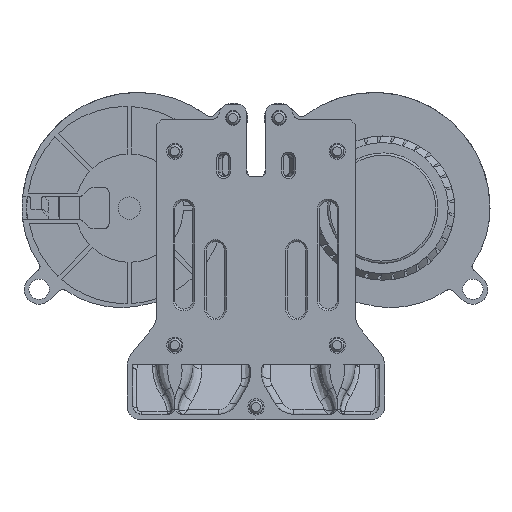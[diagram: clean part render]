
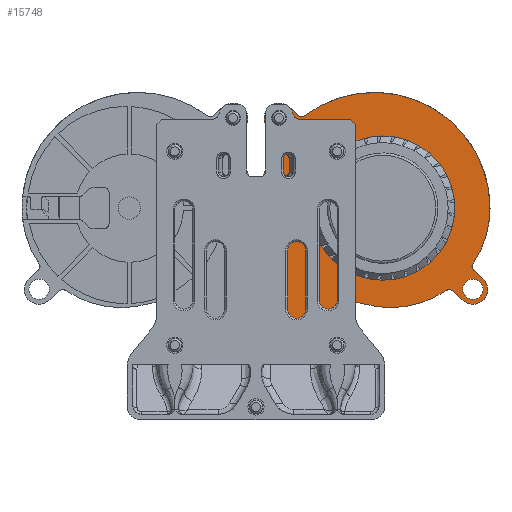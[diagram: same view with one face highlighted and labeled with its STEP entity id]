
A CAD part, front view. The second image highlights one B-rep face of the part: STEP entity #15748.
In plain terms, the highlighted face is planar.
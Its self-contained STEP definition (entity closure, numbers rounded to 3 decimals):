
#366=FACE_BOUND('',#3523,.T.);
#367=FACE_BOUND('',#3524,.T.);
#368=FACE_BOUND('',#3525,.T.);
#1312=CIRCLE('',#17269,2.25);
#1314=CIRCLE('',#17272,2.25);
#1316=CIRCLE('',#17275,22.068);
#1318=CIRCLE('',#17278,3.3);
#1320=CIRCLE('',#17281,1.);
#1322=CIRCLE('',#17284,16.);
#1329=CIRCLE('',#17297,3.3);
#1331=CIRCLE('',#17301,25.65);
#1333=CIRCLE('',#17304,22.068);
#1335=CIRCLE('',#17307,1.);
#1337=CIRCLE('',#17312,1.);
#1339=CIRCLE('',#17315,2.);
#1341=CIRCLE('',#17321,25.65);
#1343=CIRCLE('',#17324,1.);
#1815=PLANE('',#17329);
#2551=FACE_OUTER_BOUND('',#3522,.T.);
#3522=EDGE_LOOP('',(#13367,#13368,#13369,#13370,#13371,#13372,#13373,#13374,
#13375,#13376,#13377,#13378,#13379,#13380,#13381,#13382,#13383,#13384));
#3523=EDGE_LOOP('',(#13385));
#3524=EDGE_LOOP('',(#13386));
#3525=EDGE_LOOP('',(#13387));
#4990=LINE('',#30059,#5915);
#4995=LINE('',#30080,#5920);
#4997=LINE('',#30084,#5922);
#5001=LINE('',#30099,#5926);
#5010=LINE('',#30115,#5935);
#5013=LINE('',#30121,#5938);
#5018=LINE('',#30138,#5943);
#5915=VECTOR('',#20781,1000.);
#5920=VECTOR('',#20806,1000.);
#5922=VECTOR('',#20810,1000.);
#5926=VECTOR('',#20828,1000.);
#5935=VECTOR('',#20839,1000.);
#5938=VECTOR('',#20844,1000.);
#5943=VECTOR('',#20863,1000.);
#7176=VERTEX_POINT('',#29974);
#7178=VERTEX_POINT('',#29980);
#7181=VERTEX_POINT('',#29987);
#7182=VERTEX_POINT('',#29989);
#7185=VERTEX_POINT('',#29996);
#7186=VERTEX_POINT('',#29998);
#7189=VERTEX_POINT('',#30005);
#7190=VERTEX_POINT('',#30007);
#7192=VERTEX_POINT('',#30013);
#7205=VERTEX_POINT('',#30050);
#7206=VERTEX_POINT('',#30051);
#7209=VERTEX_POINT('',#30062);
#7211=VERTEX_POINT('',#30068);
#7213=VERTEX_POINT('',#30074);
#7215=VERTEX_POINT('',#30083);
#7217=VERTEX_POINT('',#30092);
#7219=VERTEX_POINT('',#30098);
#7225=VERTEX_POINT('',#30114);
#7227=VERTEX_POINT('',#30120);
#7229=VERTEX_POINT('',#30126);
#7231=VERTEX_POINT('',#30132);
#9279=EDGE_CURVE('',#7176,#7176,#1312,.T.);
#9282=EDGE_CURVE('',#7178,#7178,#1314,.T.);
#9285=EDGE_CURVE('',#7182,#7181,#1316,.T.);
#9289=EDGE_CURVE('',#7186,#7185,#1318,.T.);
#9293=EDGE_CURVE('',#7190,#7189,#1320,.T.);
#9297=EDGE_CURVE('',#7192,#7192,#1322,.T.);
#9314=EDGE_CURVE('',#7205,#7206,#1329,.T.);
#9318=EDGE_CURVE('',#7189,#7205,#4990,.T.);
#9320=EDGE_CURVE('',#7209,#7190,#1331,.T.);
#9323=EDGE_CURVE('',#7211,#7209,#1333,.T.);
#9326=EDGE_CURVE('',#7213,#7211,#1335,.T.);
#9329=EDGE_CURVE('',#7185,#7213,#4995,.T.);
#9331=EDGE_CURVE('',#7215,#7186,#4997,.T.);
#9334=EDGE_CURVE('',#7181,#7215,#1337,.T.);
#9336=EDGE_CURVE('',#7217,#7182,#1339,.T.);
#9339=EDGE_CURVE('',#7219,#7217,#5001,.T.);
#9348=EDGE_CURVE('',#7225,#7219,#5010,.T.);
#9351=EDGE_CURVE('',#7227,#7225,#5013,.T.);
#9354=EDGE_CURVE('',#7229,#7227,#1341,.T.);
#9357=EDGE_CURVE('',#7231,#7229,#1343,.T.);
#9360=EDGE_CURVE('',#7206,#7231,#5018,.T.);
#13367=ORIENTED_EDGE('',*,*,#9314,.T.);
#13368=ORIENTED_EDGE('',*,*,#9360,.T.);
#13369=ORIENTED_EDGE('',*,*,#9357,.T.);
#13370=ORIENTED_EDGE('',*,*,#9354,.T.);
#13371=ORIENTED_EDGE('',*,*,#9351,.T.);
#13372=ORIENTED_EDGE('',*,*,#9348,.T.);
#13373=ORIENTED_EDGE('',*,*,#9339,.T.);
#13374=ORIENTED_EDGE('',*,*,#9336,.T.);
#13375=ORIENTED_EDGE('',*,*,#9285,.T.);
#13376=ORIENTED_EDGE('',*,*,#9334,.T.);
#13377=ORIENTED_EDGE('',*,*,#9331,.T.);
#13378=ORIENTED_EDGE('',*,*,#9289,.T.);
#13379=ORIENTED_EDGE('',*,*,#9329,.T.);
#13380=ORIENTED_EDGE('',*,*,#9326,.T.);
#13381=ORIENTED_EDGE('',*,*,#9323,.T.);
#13382=ORIENTED_EDGE('',*,*,#9320,.T.);
#13383=ORIENTED_EDGE('',*,*,#9293,.T.);
#13384=ORIENTED_EDGE('',*,*,#9318,.T.);
#13385=ORIENTED_EDGE('',*,*,#9297,.F.);
#13386=ORIENTED_EDGE('',*,*,#9279,.F.);
#13387=ORIENTED_EDGE('',*,*,#9282,.F.);
#15748=ADVANCED_FACE('',(#2551,#366,#367,#368),#1815,.F.);
#17269=AXIS2_PLACEMENT_3D('',#29976,#20699,#20700);
#17272=AXIS2_PLACEMENT_3D('',#29982,#20706,#20707);
#17275=AXIS2_PLACEMENT_3D('',#29990,#20713,#20714);
#17278=AXIS2_PLACEMENT_3D('',#29999,#20721,#20722);
#17281=AXIS2_PLACEMENT_3D('',#30008,#20729,#20730);
#17284=AXIS2_PLACEMENT_3D('',#30015,#20737,#20738);
#17297=AXIS2_PLACEMENT_3D('',#30052,#20773,#20774);
#17301=AXIS2_PLACEMENT_3D('',#30063,#20785,#20786);
#17304=AXIS2_PLACEMENT_3D('',#30069,#20792,#20793);
#17307=AXIS2_PLACEMENT_3D('',#30075,#20799,#20800);
#17312=AXIS2_PLACEMENT_3D('',#30089,#20815,#20816);
#17315=AXIS2_PLACEMENT_3D('',#30093,#20821,#20822);
#17321=AXIS2_PLACEMENT_3D('',#30127,#20849,#20850);
#17324=AXIS2_PLACEMENT_3D('',#30133,#20856,#20857);
#17329=AXIS2_PLACEMENT_3D('',#30144,#20871,#20872);
#20699=DIRECTION('center_axis',(0.,1.,0.));
#20700=DIRECTION('ref_axis',(0.,0.,1.));
#20706=DIRECTION('center_axis',(0.,1.,0.));
#20707=DIRECTION('ref_axis',(0.,0.,1.));
#20713=DIRECTION('center_axis',(0.,1.,0.));
#20714=DIRECTION('ref_axis',(0.,0.,-1.));
#20721=DIRECTION('center_axis',(0.,1.,0.));
#20722=DIRECTION('ref_axis',(0.,0.,-1.));
#20729=DIRECTION('center_axis',(0.,-1.,0.));
#20730=DIRECTION('ref_axis',(0.,0.,1.));
#20737=DIRECTION('center_axis',(0.,1.,0.));
#20738=DIRECTION('ref_axis',(0.,0.,1.));
#20773=DIRECTION('center_axis',(0.,1.,0.));
#20774=DIRECTION('ref_axis',(0.,0.,-1.));
#20781=DIRECTION('',(-0.749,0.,-0.662));
#20785=DIRECTION('center_axis',(0.,1.,0.));
#20786=DIRECTION('ref_axis',(0.,0.,1.));
#20792=DIRECTION('center_axis',(0.,1.,0.));
#20793=DIRECTION('ref_axis',(0.,0.,-1.));
#20799=DIRECTION('center_axis',(0.,-1.,0.));
#20800=DIRECTION('ref_axis',(0.,0.,-1.));
#20806=DIRECTION('',(-0.749,0.,-0.662));
#20810=DIRECTION('',(0.749,0.,0.662));
#20815=DIRECTION('center_axis',(0.,-1.,0.));
#20816=DIRECTION('ref_axis',(0.,0.,1.));
#20821=DIRECTION('center_axis',(0.,-1.,0.));
#20822=DIRECTION('ref_axis',(0.,0.,1.));
#20828=DIRECTION('',(0.,0.,-1.));
#20839=DIRECTION('',(1.,0.,0.));
#20844=DIRECTION('',(0.,0.,1.));
#20849=DIRECTION('center_axis',(0.,1.,0.));
#20850=DIRECTION('ref_axis',(0.,0.,1.));
#20856=DIRECTION('center_axis',(0.,-1.,0.));
#20857=DIRECTION('ref_axis',(0.,0.,-1.));
#20863=DIRECTION('',(0.749,0.,0.662));
#20871=DIRECTION('center_axis',(0.,-1.,0.));
#20872=DIRECTION('ref_axis',(0.,0.,-1.));
#29974=CARTESIAN_POINT('',(20.,0.,15.75));
#29976=CARTESIAN_POINT('Origin',(20.,0.,18.));
#29980=CARTESIAN_POINT('',(-23.,0.,-22.25));
#29982=CARTESIAN_POINT('Origin',(-23.,0.,-20.));
#29987=CARTESIAN_POINT('',(14.152,0.,18.241));
#29989=CARTESIAN_POINT('',(-4.899,0.,21.048));
#29990=CARTESIAN_POINT('Origin',(1.732,0.,0.));
#29996=CARTESIAN_POINT('',(22.185,0.,15.527));
#29998=CARTESIAN_POINT('',(17.815,0.,20.473));
#29999=CARTESIAN_POINT('Origin',(20.,0.,18.));
#30005=CARTESIAN_POINT('',(-18.599,0.,-20.515));
#30007=CARTESIAN_POINT('',(-17.333,0.,-20.467));
#30008=CARTESIAN_POINT('Origin',(-17.937,0.,-21.264));
#30013=CARTESIAN_POINT('',(0.,0.,-16.));
#30015=CARTESIAN_POINT('Origin',(0.,0.,0.));
#30050=CARTESIAN_POINT('',(-20.815,0.,-22.473));
#30051=CARTESIAN_POINT('',(-25.185,0.,-17.527));
#30052=CARTESIAN_POINT('Origin',(-23.,0.,-20.));
#30059=CARTESIAN_POINT('',(-20.815,0.,-22.473));
#30062=CARTESIAN_POINT('',(23.8,0.,0.));
#30063=CARTESIAN_POINT('Origin',(-1.85,0.,-0.017));
#30068=CARTESIAN_POINT('',(19.979,0.,12.411));
#30069=CARTESIAN_POINT('Origin',(1.732,0.,0.));
#30074=CARTESIAN_POINT('',(20.144,0.,13.723));
#30075=CARTESIAN_POINT('Origin',(20.806,0.,12.974));
#30080=CARTESIAN_POINT('',(22.185,0.,15.527));
#30083=CARTESIAN_POINT('',(15.377,0.,18.318));
#30084=CARTESIAN_POINT('',(17.815,0.,20.473));
#30089=CARTESIAN_POINT('Origin',(14.715,0.,19.068));
#30092=CARTESIAN_POINT('',(-7.5,0.,22.956));
#30093=CARTESIAN_POINT('Origin',(-5.5,0.,22.956));
#30098=CARTESIAN_POINT('',(-7.5,0.,25.4));
#30099=CARTESIAN_POINT('',(-7.5,0.,25.4));
#30114=CARTESIAN_POINT('',(-27.5,0.,25.4));
#30115=CARTESIAN_POINT('',(-27.5,0.,25.4));
#30120=CARTESIAN_POINT('',(-27.5,0.,0.));
#30121=CARTESIAN_POINT('',(-27.5,0.,25.4));
#30126=CARTESIAN_POINT('',(-23.043,0.,-14.466));
#30127=CARTESIAN_POINT('Origin',(-1.85,0.,-0.017));
#30132=CARTESIAN_POINT('',(-23.207,0.,-15.779));
#30133=CARTESIAN_POINT('Origin',(-23.869,0.,-15.03));
#30138=CARTESIAN_POINT('',(-25.185,0.,-17.527));
#30144=CARTESIAN_POINT('Origin',(-23.,0.,-20.));
